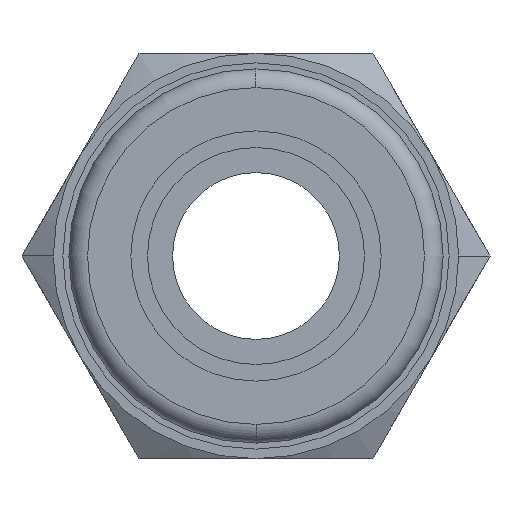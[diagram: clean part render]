
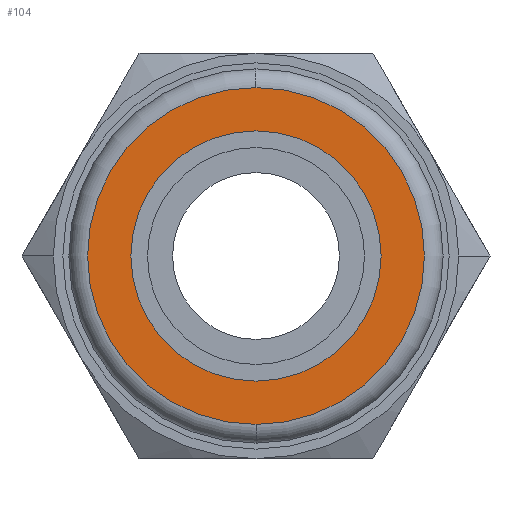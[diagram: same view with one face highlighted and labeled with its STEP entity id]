
A CAD part, front view. The second image highlights one B-rep face of the part: STEP entity #104.
In plain terms, the highlighted planar face has unit normal (0, -1, 0).
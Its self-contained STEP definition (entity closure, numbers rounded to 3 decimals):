
#104=ADVANCED_FACE('',(#251,#252),#253,.T.);
#251=FACE_BOUND('',#446,.T.);
#252=FACE_OUTER_BOUND('',#447,.T.);
#253=PLANE('',#448);
#446=EDGE_LOOP('',(#696,#697));
#447=EDGE_LOOP('',(#698,#699,#700));
#448=AXIS2_PLACEMENT_3D('',#701,#702,#703);
#696=ORIENTED_EDGE('',*,*,#1134,.T.);
#697=ORIENTED_EDGE('',*,*,#1135,.T.);
#698=ORIENTED_EDGE('',*,*,#1136,.F.);
#699=ORIENTED_EDGE('',*,*,#1137,.F.);
#700=ORIENTED_EDGE('',*,*,#1138,.F.);
#701=CARTESIAN_POINT('',(3.533,0.0,0.0));
#702=DIRECTION('',(-0.0,-1.0,-0.0));
#703=DIRECTION('',(-1.0,0.0,0.0));
#1134=EDGE_CURVE('',#1352,#1353,#1354,.T.);
#1135=EDGE_CURVE('',#1353,#1352,#1355,.T.);
#1136=EDGE_CURVE('',#1356,#1357,#1358,.T.);
#1137=EDGE_CURVE('',#1359,#1356,#1360,.T.);
#1138=EDGE_CURVE('',#1357,#1359,#1361,.T.);
#1352=VERTEX_POINT('',#1713);
#1353=VERTEX_POINT('',#1714);
#1354=CIRCLE('',#1715,5.25);
#1355=CIRCLE('',#1716,5.25);
#1356=VERTEX_POINT('',#1717);
#1357=VERTEX_POINT('',#1718);
#1358=CIRCLE('',#1719,7.065);
#1359=VERTEX_POINT('',#1720);
#1360=CIRCLE('',#1721,7.065);
#1361=CIRCLE('',#1722,7.065);
#1713=CARTESIAN_POINT('',(-5.25,0.0,0.));
#1714=CARTESIAN_POINT('',(5.25,0.0,0.));
#1715=AXIS2_PLACEMENT_3D('',#2039,#2040,#2041);
#1716=AXIS2_PLACEMENT_3D('',#2042,#2043,#2044);
#1717=CARTESIAN_POINT('',(7.065,0.0,0.0));
#1718=CARTESIAN_POINT('',(0.,0.0,-7.065));
#1719=AXIS2_PLACEMENT_3D('',#2045,#2046,#2047);
#1720=CARTESIAN_POINT('',(0.,0.0,7.065));
#1721=AXIS2_PLACEMENT_3D('',#2048,#2049,#2050);
#1722=AXIS2_PLACEMENT_3D('',#2051,#2052,#2053);
#2039=CARTESIAN_POINT('',(0.0,0.0,0.0));
#2040=DIRECTION('',(-0.0,1.0,0.0));
#2041=DIRECTION('',(1.0,0.0,0.0));
#2042=CARTESIAN_POINT('',(0.0,0.0,0.0));
#2043=DIRECTION('',(-0.0,1.0,0.0));
#2044=DIRECTION('',(1.0,0.0,0.0));
#2045=CARTESIAN_POINT('',(0.0,0.0,0.0));
#2046=DIRECTION('',(-0.0,1.0,0.0));
#2047=DIRECTION('',(1.0,0.0,0.0));
#2048=CARTESIAN_POINT('',(0.0,0.0,0.0));
#2049=DIRECTION('',(-0.0,1.0,0.0));
#2050=DIRECTION('',(1.0,0.0,0.0));
#2051=CARTESIAN_POINT('',(0.0,0.0,0.0));
#2052=DIRECTION('',(-0.0,1.0,0.0));
#2053=DIRECTION('',(1.0,0.0,0.0));
